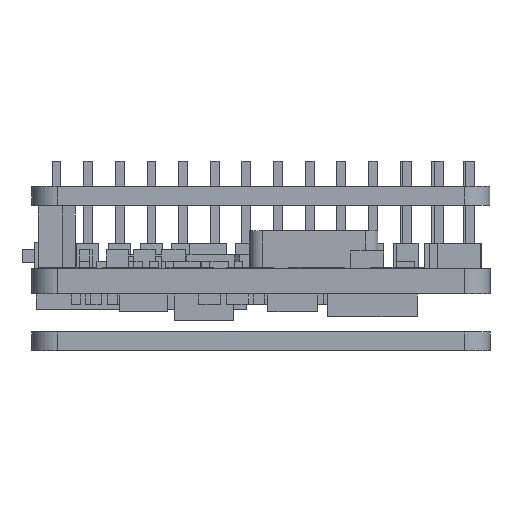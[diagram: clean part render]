
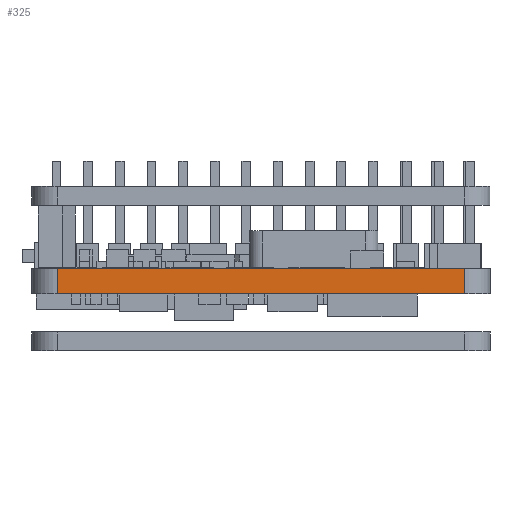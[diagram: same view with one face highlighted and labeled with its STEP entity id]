
A CAD part, left-side view. The second image highlights one B-rep face of the part: STEP entity #325.
In plain terms, the highlighted planar face has unit normal (-1, 0, 0).
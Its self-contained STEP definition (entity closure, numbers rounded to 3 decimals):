
#325=ADVANCED_FACE('',(#14424),#14426,.T.);
#14424=FACE_BOUND('',#14425,.T.);
#14425=EDGE_LOOP('',(#26065,#26066,#26067,#26068));
#14426=PLANE('',#14427);
#14427=AXIS2_PLACEMENT_3D('',#14428,#14429,#14430);
#14428=CARTESIAN_POINT('',(0.,34.2,0.));
#14429=DIRECTION('',(-1.,0.,0.));
#14430=DIRECTION('',(0.,-1.,0.));
#26065=ORIENTED_EDGE('',*,*,#33205,.T.);
#26066=ORIENTED_EDGE('',*,*,#33521,.T.);
#26067=ORIENTED_EDGE('',*,*,#33522,.F.);
#26068=ORIENTED_EDGE('',*,*,#33523,.F.);
#33205=EDGE_CURVE('',#36956,#36954,#36957,.T.);
#33521=EDGE_CURVE('',#36954,#37582,#37584,.T.);
#33522=EDGE_CURVE('',#37585,#37582,#37586,.T.);
#33523=EDGE_CURVE('',#36956,#37585,#37587,.T.);
#36954=VERTEX_POINT('',#43223);
#36956=VERTEX_POINT('',#43228);
#36957=LINE('',#43229,#43230);
#37582=VERTEX_POINT('',#44491);
#37584=LINE('',#44496,#44497);
#37585=VERTEX_POINT('',#44499);
#37586=LINE('',#44500,#44501);
#37587=LINE('',#44503,#44504);
#43223=CARTESIAN_POINT('',(0.,2.,0.));
#43228=CARTESIAN_POINT('',(0.,34.2,0.));
#43229=CARTESIAN_POINT('',(0.,34.2,0.));
#43230=VECTOR('',#43231,1.);
#43231=DIRECTION('',(0.,-1.,0.));
#44491=CARTESIAN_POINT('',(0.,2.,2.));
#44496=CARTESIAN_POINT('',(0.,2.,0.));
#44497=VECTOR('',#44498,1.);
#44498=DIRECTION('',(0.,0.,1.));
#44499=CARTESIAN_POINT('',(0.,34.2,2.));
#44500=CARTESIAN_POINT('',(0.,34.2,2.));
#44501=VECTOR('',#44502,1.);
#44502=DIRECTION('',(0.,-1.,0.));
#44503=CARTESIAN_POINT('',(0.,34.2,0.));
#44504=VECTOR('',#44505,1.);
#44505=DIRECTION('',(0.,0.,1.));
